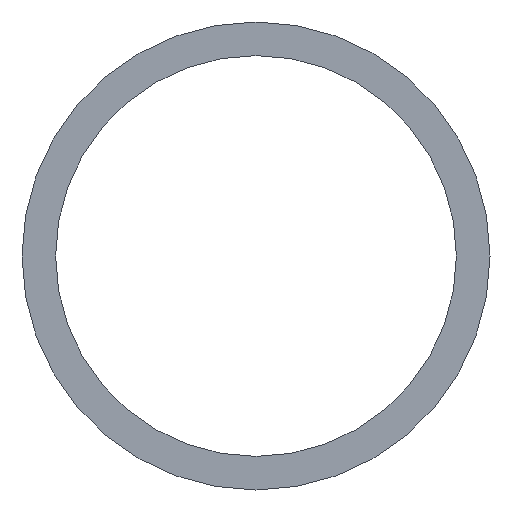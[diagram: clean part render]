
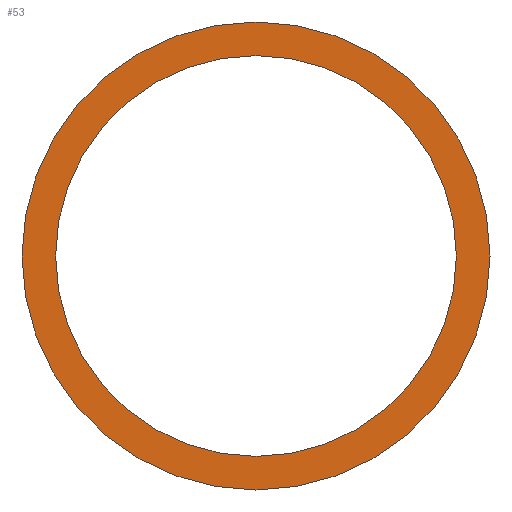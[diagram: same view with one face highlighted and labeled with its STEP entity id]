
A CAD part, left-side view. The second image highlights one B-rep face of the part: STEP entity #53.
In plain terms, the highlighted planar face has unit normal (-1, 0, 0).
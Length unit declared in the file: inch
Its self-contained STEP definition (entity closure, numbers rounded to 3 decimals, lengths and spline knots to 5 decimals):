
#7 = ORIENTED_EDGE ( 'NONE', *, *, #8, .T. ) ;
#8 = EDGE_CURVE ( 'NONE', #40, #43, #78, .T. ) ;
#9 = ORIENTED_EDGE ( 'NONE', *, *, #10, .F. ) ;
#10 = EDGE_CURVE ( 'NONE', #17, #47, #104, .T. ) ;
#11 = ORIENTED_EDGE ( 'NONE', *, *, #63, .F. ) ;
#17 = VERTEX_POINT ( 'NONE', #96 ) ;
#40 = VERTEX_POINT ( 'NONE', #206 ) ;
#42 = EDGE_CURVE ( 'NONE', #43, #40, #252, .T. ) ;
#43 = VERTEX_POINT ( 'NONE', #145 ) ;
#47 = VERTEX_POINT ( 'NONE', #109 ) ;
#53 = ADVANCED_FACE ( 'NONE', ( #181, #175 ), #223, .T. ) ;
#54 = EDGE_LOOP ( 'NONE', ( #55, #7 ) ) ;
#55 = ORIENTED_EDGE ( 'NONE', *, *, #42, .T. ) ;
#56 = EDGE_LOOP ( 'NONE', ( #9, #11 ) ) ;
#63 = EDGE_CURVE ( 'NONE', #47, #17, #217, .T. ) ;
#77 = AXIS2_PLACEMENT_3D ( 'NONE', #108, #107, #106 ) ;
#78 = CIRCLE ( 'NONE', #77, 1.15 ) ;
#79 = CARTESIAN_POINT ( 'NONE',  ( 0., 0., 0. ) ) ;
#96 = CARTESIAN_POINT ( 'NONE',  ( 0., 0., 0.985 ) ) ;
#101 = DIRECTION ( 'NONE',  ( 0., 0., 1. ) ) ;
#102 = DIRECTION ( 'NONE',  ( -1., 0., 0. ) ) ;
#103 = AXIS2_PLACEMENT_3D ( 'NONE', #79, #102, #101 ) ;
#104 = CIRCLE ( 'NONE', #103, 0.985 ) ;
#106 = DIRECTION ( 'NONE',  ( 0., 0., 1. ) ) ;
#107 = DIRECTION ( 'NONE',  ( -1., 0., 0. ) ) ;
#108 = CARTESIAN_POINT ( 'NONE',  ( 0., 0., 0. ) ) ;
#109 = CARTESIAN_POINT ( 'NONE',  ( 0., 0., -0.985 ) ) ;
#145 = CARTESIAN_POINT ( 'NONE',  ( 0., 0., 1.15 ) ) ;
#146 = DIRECTION ( 'NONE',  ( 0., 0., 1. ) ) ;
#175 = FACE_BOUND ( 'NONE', #56, .T. ) ;
#181 = FACE_OUTER_BOUND ( 'NONE', #54, .T. ) ;
#183 = CARTESIAN_POINT ( 'NONE',  ( 0., 0., 0. ) ) ;
#206 = CARTESIAN_POINT ( 'NONE',  ( 0., 0., -1.15 ) ) ;
#214 = DIRECTION ( 'NONE',  ( 0., 0., 1. ) ) ;
#215 = DIRECTION ( 'NONE',  ( -1., 0., 0. ) ) ;
#216 = AXIS2_PLACEMENT_3D ( 'NONE', #183, #215, #214 ) ;
#217 = CIRCLE ( 'NONE', #216, 0.985 ) ;
#219 = DIRECTION ( 'NONE',  ( 0., 0., 1. ) ) ;
#220 = DIRECTION ( 'NONE',  ( -1., 0., 0. ) ) ;
#221 = CARTESIAN_POINT ( 'NONE',  ( 0., -0.985, 0. ) ) ;
#222 = AXIS2_PLACEMENT_3D ( 'NONE', #221, #220, #219 ) ;
#223 = PLANE ( 'NONE',  #222 ) ;
#249 = DIRECTION ( 'NONE',  ( -1., 0., 0. ) ) ;
#250 = CARTESIAN_POINT ( 'NONE',  ( 0., 0., 0. ) ) ;
#251 = AXIS2_PLACEMENT_3D ( 'NONE', #250, #249, #146 ) ;
#252 = CIRCLE ( 'NONE', #251, 1.15 ) ;
